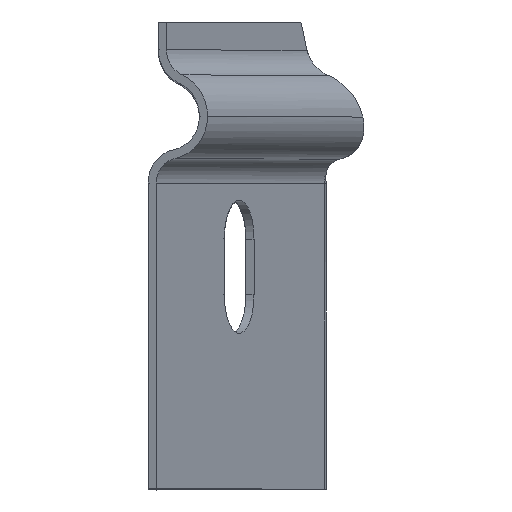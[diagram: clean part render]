
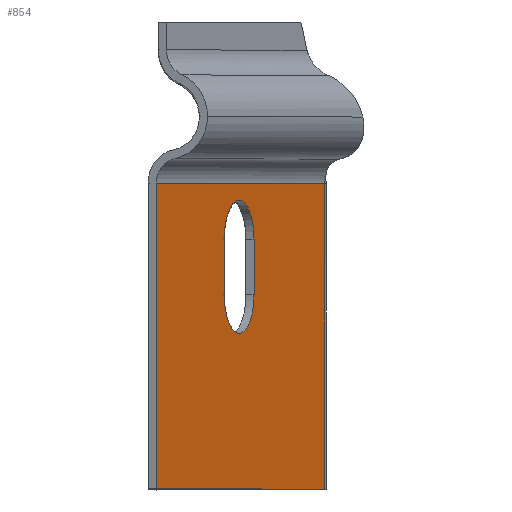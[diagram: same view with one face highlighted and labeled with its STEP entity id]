
A CAD part, top view. The second image highlights one B-rep face of the part: STEP entity #854.
In plain terms, the highlighted planar face has unit normal (0.924, 0, 0.383).
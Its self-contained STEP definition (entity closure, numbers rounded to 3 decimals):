
#63=FACE_BOUND('',#153,.T.);
#72=CIRCLE('',#930,3.5);
#73=CIRCLE('',#931,3.5);
#104=FACE_OUTER_BOUND('',#152,.T.);
#152=EDGE_LOOP('',(#555,#556,#557,#558));
#153=EDGE_LOOP('',(#559,#560,#561,#562));
#206=LINE('',#1333,#275);
#207=LINE('',#1335,#276);
#208=LINE('',#1337,#277);
#209=LINE('',#1338,#278);
#210=LINE('',#1343,#279);
#211=LINE('',#1346,#280);
#275=VECTOR('',#1045,10.);
#276=VECTOR('',#1046,10.);
#277=VECTOR('',#1047,10.);
#278=VECTOR('',#1048,10.);
#279=VECTOR('',#1051,10.);
#280=VECTOR('',#1054,10.);
#348=VERTEX_POINT('',#1328);
#349=VERTEX_POINT('',#1332);
#350=VERTEX_POINT('',#1334);
#351=VERTEX_POINT('',#1336);
#352=VERTEX_POINT('',#1339);
#353=VERTEX_POINT('',#1340);
#354=VERTEX_POINT('',#1342);
#355=VERTEX_POINT('',#1344);
#430=EDGE_CURVE('',#349,#348,#206,.T.);
#431=EDGE_CURVE('',#350,#348,#207,.T.);
#432=EDGE_CURVE('',#351,#350,#208,.T.);
#433=EDGE_CURVE('',#351,#349,#209,.T.);
#434=EDGE_CURVE('',#352,#353,#72,.T.);
#435=EDGE_CURVE('',#353,#354,#210,.T.);
#436=EDGE_CURVE('',#354,#355,#73,.T.);
#437=EDGE_CURVE('',#355,#352,#211,.T.);
#555=ORIENTED_EDGE('',*,*,#430,.T.);
#556=ORIENTED_EDGE('',*,*,#431,.F.);
#557=ORIENTED_EDGE('',*,*,#432,.F.);
#558=ORIENTED_EDGE('',*,*,#433,.T.);
#559=ORIENTED_EDGE('',*,*,#434,.T.);
#560=ORIENTED_EDGE('',*,*,#435,.T.);
#561=ORIENTED_EDGE('',*,*,#436,.T.);
#562=ORIENTED_EDGE('',*,*,#437,.T.);
#784=PLANE('',#929);
#854=ADVANCED_FACE('',(#104,#63),#784,.T.);
#929=AXIS2_PLACEMENT_3D('',#1331,#1043,#1044);
#930=AXIS2_PLACEMENT_3D('',#1341,#1049,#1050);
#931=AXIS2_PLACEMENT_3D('',#1345,#1052,#1053);
#1043=DIRECTION('center_axis',(0.924,0.,0.383));
#1044=DIRECTION('ref_axis',(0.,-1.,0.));
#1045=DIRECTION('',(0.,1.,0.));
#1046=DIRECTION('',(0.383,0.,-0.924));
#1047=DIRECTION('',(0.,1.,0.));
#1048=DIRECTION('',(0.383,0.,-0.924));
#1049=DIRECTION('center_axis',(-0.924,0.,
-0.383));
#1050=DIRECTION('ref_axis',(0.383,0.,-0.924));
#1051=DIRECTION('',(0.,-1.,0.));
#1052=DIRECTION('center_axis',(-0.924,0.,
-0.383));
#1053=DIRECTION('ref_axis',(-0.383,0.,0.924));
#1054=DIRECTION('',(0.,1.,0.));
#1328=CARTESIAN_POINT('',(0.663,27.5,-39.311));
#1331=CARTESIAN_POINT('Origin',(-14.494,27.5,-2.719));
#1332=CARTESIAN_POINT('',(0.663,0.,-39.311));
#1333=CARTESIAN_POINT('',(0.663,13.75,-39.311));
#1334=CARTESIAN_POINT('',(-14.494,27.5,-2.719));
#1335=CARTESIAN_POINT('',(-14.494,27.5,-2.719));
#1336=CARTESIAN_POINT('',(-14.494,0.,-2.719));
#1337=CARTESIAN_POINT('',(-14.494,0.,-2.719));
#1338=CARTESIAN_POINT('',(-14.494,0.,-2.719));
#1339=CARTESIAN_POINT('',(-8.371,22.5,-17.501));
#1340=CARTESIAN_POINT('',(-5.692,22.5,-23.968));
#1341=CARTESIAN_POINT('Origin',(-7.032,22.5,-20.734));
#1342=CARTESIAN_POINT('',(-5.692,17.5,-23.968));
#1343=CARTESIAN_POINT('',(-5.692,25.,-23.968));
#1344=CARTESIAN_POINT('',(-8.371,17.5,-17.501));
#1345=CARTESIAN_POINT('Origin',(-7.032,17.5,-20.734));
#1346=CARTESIAN_POINT('',(-8.371,22.5,-17.501));
